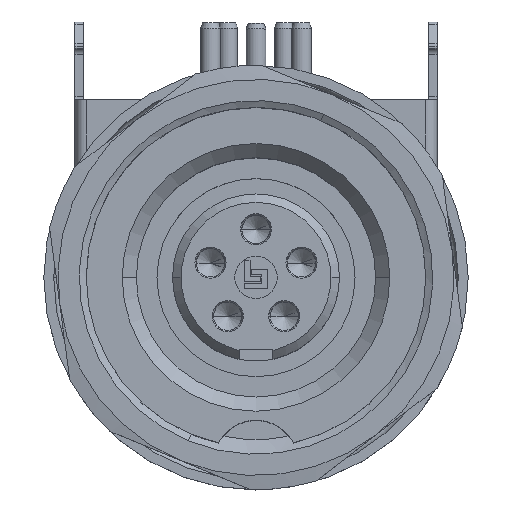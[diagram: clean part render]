
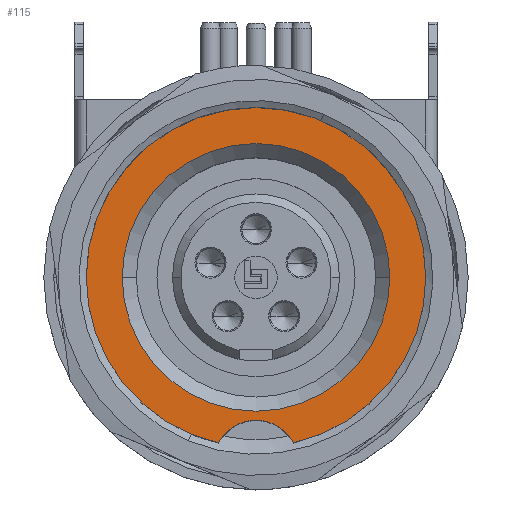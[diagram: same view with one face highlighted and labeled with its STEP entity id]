
A CAD part, top view. The second image highlights one B-rep face of the part: STEP entity #115.
In plain terms, the highlighted planar face has unit normal (0, 0, 1).
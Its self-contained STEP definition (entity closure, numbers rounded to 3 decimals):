
#115=ADVANCED_FACE('',(#512,#513),#514,.T.);
#512=FACE_OUTER_BOUND('',#1192,.T.);
#513=FACE_BOUND('',#1193,.T.);
#514=PLANE('',#1194);
#1192=EDGE_LOOP('',(#2266,#2267,#2268,#2269));
#1193=EDGE_LOOP('',(#2270,#2271));
#1194=AXIS2_PLACEMENT_3D('',#2272,#2273,#2274);
#2266=ORIENTED_EDGE('',*,*,#4631,.F.);
#2267=ORIENTED_EDGE('',*,*,#4602,.F.);
#2268=ORIENTED_EDGE('',*,*,#4629,.F.);
#2269=ORIENTED_EDGE('',*,*,#4600,.F.);
#2270=ORIENTED_EDGE('',*,*,#4632,.T.);
#2271=ORIENTED_EDGE('',*,*,#4584,.T.);
#2272=CARTESIAN_POINT('',(0.,0.,6.6));
#2273=DIRECTION('',(0.0,0.0,1.0));
#2274=DIRECTION('',(1.0,0.0,0.0));
#4584=EDGE_CURVE('',#5628,#5625,#5629,.T.);
#4600=EDGE_CURVE('',#5655,#5651,#5657,.T.);
#4602=EDGE_CURVE('',#5658,#5661,#5662,.T.);
#4629=EDGE_CURVE('',#5651,#5658,#5704,.T.);
#4631=EDGE_CURVE('',#5661,#5655,#5706,.T.);
#4632=EDGE_CURVE('',#5625,#5628,#5707,.T.);
#5625=VERTEX_POINT('',#7086);
#5628=VERTEX_POINT('',#7090);
#5629=CIRCLE('',#7091,4.73);
#5651=VERTEX_POINT('',#7120);
#5655=VERTEX_POINT('',#7125);
#5657=CIRCLE('',#7128,6.0);
#5658=VERTEX_POINT('',#7129);
#5661=VERTEX_POINT('',#7133);
#5662=CIRCLE('',#7134,6.0);
#5704=CIRCLE('',#7188,6.0);
#5706=CIRCLE('',#7190,1.5);
#5707=CIRCLE('',#7191,4.73);
#7086=CARTESIAN_POINT('',(-4.73,0.,6.6));
#7090=CARTESIAN_POINT('',(4.73,0.,6.6));
#7091=AXIS2_PLACEMENT_3D('',#8942,#8943,#8944);
#7120=CARTESIAN_POINT('',(-6.0,0.,6.6));
#7125=CARTESIAN_POINT('',(-1.327,-5.851,6.6));
#7128=AXIS2_PLACEMENT_3D('',#8972,#8973,#8974);
#7129=CARTESIAN_POINT('',(6.0,0.,6.6));
#7133=CARTESIAN_POINT('',(1.327,-5.851,6.6));
#7134=AXIS2_PLACEMENT_3D('',#8976,#8977,#8978);
#7188=AXIS2_PLACEMENT_3D('',#9033,#9034,#9035);
#7190=AXIS2_PLACEMENT_3D('',#9039,#9040,#9041);
#7191=AXIS2_PLACEMENT_3D('',#9042,#9043,#9044);
#8942=CARTESIAN_POINT('',(0.,0.,6.6));
#8943=DIRECTION('',(0.0,0.0,-1.0));
#8944=DIRECTION('',(-1.0,0.0,0.0));
#8972=CARTESIAN_POINT('',(0.,0.,6.6));
#8973=DIRECTION('',(0.0,0.0,-1.0));
#8974=DIRECTION('',(1.0,0.0,0.0));
#8976=CARTESIAN_POINT('',(0.,0.,6.6));
#8977=DIRECTION('',(0.0,0.0,-1.0));
#8978=DIRECTION('',(1.0,0.0,0.0));
#9033=CARTESIAN_POINT('',(0.,0.,6.6));
#9034=DIRECTION('',(0.0,0.0,-1.0));
#9035=DIRECTION('',(1.0,0.0,0.0));
#9039=CARTESIAN_POINT('',(0.,-6.55,6.6));
#9040=DIRECTION('',(0.0,0.0,1.0));
#9041=DIRECTION('',(-1.0,0.0,0.0));
#9042=CARTESIAN_POINT('',(0.,0.,6.6));
#9043=DIRECTION('',(0.0,0.0,-1.0));
#9044=DIRECTION('',(-1.0,0.0,0.0));
